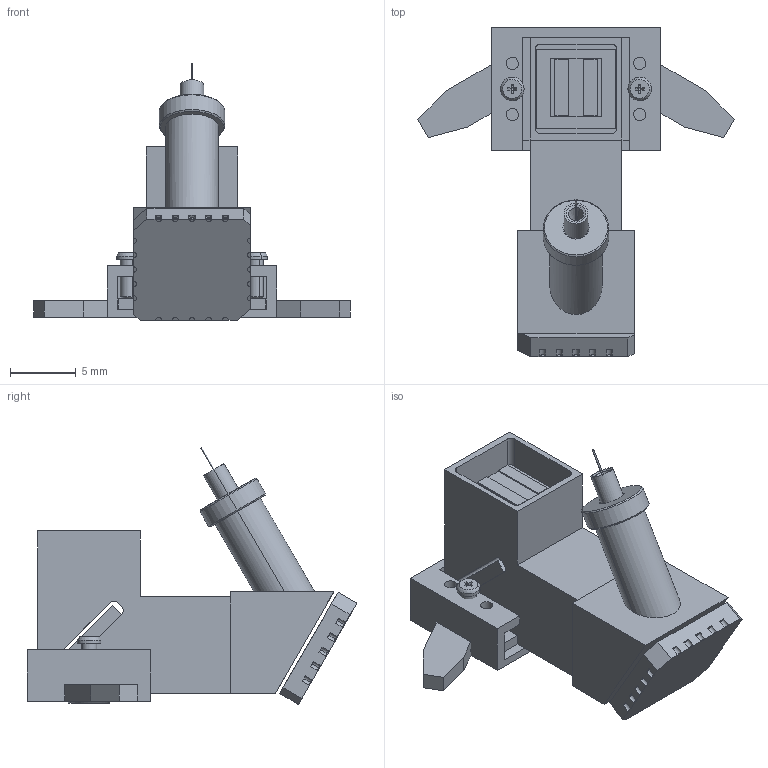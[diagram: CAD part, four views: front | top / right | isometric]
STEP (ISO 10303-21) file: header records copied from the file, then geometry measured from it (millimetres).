
FILE_DESCRIPTION(('CATIA V5 STEP Exchange'),'2;1');
FILE_NAME('miniBB2p.stp','2024-08-28T08:50:40+00:00',('none'),('none'),'CATIA Version 5 Release 21 GA (IN-10)','CATIA V5 STEP AP203','none');
FILE_SCHEMA(('CONFIG_CONTROL_DESIGN'));
Length unit declared in the file: millimetre
Products named in the file (4): miniBB2p; Scan and tube lenses; Objective; Fiber assembly
Assembly tree (23 placements, depth 3):
  miniBB2p
    #58
    Scan and tube lenses
      #2267  x4
      #2442
    #2907
    #15557
    #16143
    #16318
    #17634
    Objective
      #17817
      #18010
      #18493
    Fiber assembly
      #18712
      #18886
      #19531
      #19809
    #19963  x2
Bounding box: 24.09 x 25.09 x 19.54 mm (x, y, z)
Volume: 1515.5 mm3; surface area: 3528.6 mm2
Topology: 20 solids, 20 shells, 652 faces, 1698 edges, 1131 vertices
Faces by surface type: plane 414, cylinder 159, cone 30, bspline 29, sphere 14, revolution 4, extrusion 2
Entity records: 20645 total; most frequent: CARTESIAN_POINT 5684, ORIENTED_EDGE 3202, DIRECTION 2560, EDGE_CURVE 1601, VECTOR 1146, LINE 1144, VERTEX_POINT 1067, AXIS2_PLACEMENT_3D 853
